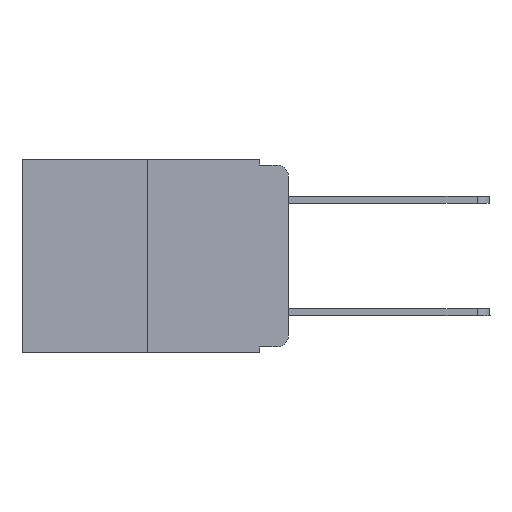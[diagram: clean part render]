
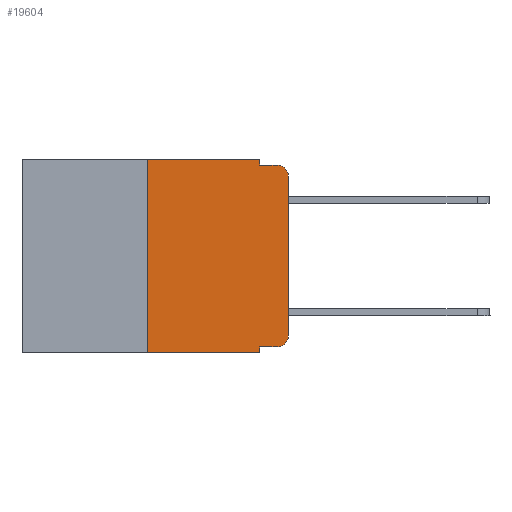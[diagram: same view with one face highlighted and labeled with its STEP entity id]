
A CAD part, left-side view. The second image highlights one B-rep face of the part: STEP entity #19604.
In plain terms, the highlighted planar face has unit normal (-1, 0, 0).
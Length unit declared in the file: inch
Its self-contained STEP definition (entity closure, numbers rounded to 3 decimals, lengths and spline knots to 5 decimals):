
#143 = VECTOR ( 'NONE', #15562, 39.37008 ) ;
#176 = DIRECTION ( 'NONE',  ( 0., -1., 0. ) ) ;
#268 = LINE ( 'NONE', #19031, #16873 ) ;
#582 = ORIENTED_EDGE ( 'NONE', *, *, #11306, .F. ) ;
#629 = ORIENTED_EDGE ( 'NONE', *, *, #13377, .T. ) ;
#2220 = AXIS2_PLACEMENT_3D ( 'NONE', #18989, #9445, #17547 ) ;
#2585 = ORIENTED_EDGE ( 'NONE', *, *, #16988, .F. ) ;
#3303 = VERTEX_POINT ( 'NONE', #16981 ) ;
#3487 = DIRECTION ( 'NONE',  ( 0., 0., 1. ) ) ;
#3565 = LINE ( 'NONE', #8036, #18554 ) ;
#4086 = CARTESIAN_POINT ( 'NONE',  ( 0., 0.051, 0. ) ) ;
#5084 = EDGE_CURVE ( 'NONE', #19319, #8256, #12600, .T. ) ;
#5092 = CARTESIAN_POINT ( 'NONE',  ( 0., 0.051, 0. ) ) ;
#5131 = CARTESIAN_POINT ( 'NONE',  ( 0., 0.051, -0.333 ) ) ;
#5240 = EDGE_CURVE ( 'NONE', #14592, #9049, #268, .T. ) ;
#5647 = CARTESIAN_POINT ( 'NONE',  ( 0., 0.051, -0.01 ) ) ;
#5859 = CARTESIAN_POINT ( 'NONE',  ( 0., 0.25, -0.343 ) ) ;
#6287 = CIRCLE ( 'NONE', #10278, 0.02 ) ;
#6521 = DIRECTION ( 'NONE',  ( 1., 0., 0. ) ) ;
#6669 = ORIENTED_EDGE ( 'NONE', *, *, #18326, .F. ) ;
#6736 = VERTEX_POINT ( 'NONE', #10723 ) ;
#6758 = EDGE_CURVE ( 'NONE', #8256, #15339, #7842, .T. ) ;
#6817 = ORIENTED_EDGE ( 'NONE', *, *, #15041, .F. ) ;
#7240 = ORIENTED_EDGE ( 'NONE', *, *, #5240, .T. ) ;
#7842 = CIRCLE ( 'NONE', #2220, 0.02 ) ;
#8006 = DIRECTION ( 'NONE',  ( 0., 0., -1. ) ) ;
#8036 = CARTESIAN_POINT ( 'NONE',  ( 0., 0.051, -0.01 ) ) ;
#8095 = CARTESIAN_POINT ( 'NONE',  ( 0., 0.051, -0.333 ) ) ;
#8256 = VERTEX_POINT ( 'NONE', #11481 ) ;
#8366 = VERTEX_POINT ( 'NONE', #4086 ) ;
#9049 = VERTEX_POINT ( 'NONE', #17061 ) ;
#9236 = LINE ( 'NONE', #18973, #143 ) ;
#9344 = DIRECTION ( 'NONE',  ( 0., 0., -1. ) ) ;
#9445 = DIRECTION ( 'NONE',  ( -1., 0., 0. ) ) ;
#9883 = DIRECTION ( 'NONE',  ( 0., -1., 0. ) ) ;
#9896 = LINE ( 'NONE', #18945, #15995 ) ;
#9971 = CARTESIAN_POINT ( 'NONE',  ( 0., 0.02, -0.01 ) ) ;
#10204 = DIRECTION ( 'NONE',  ( 0., 0., -1. ) ) ;
#10278 = AXIS2_PLACEMENT_3D ( 'NONE', #15323, #19662, #10651 ) ;
#10651 = DIRECTION ( 'NONE',  ( 0., 0., -1. ) ) ;
#10723 = CARTESIAN_POINT ( 'NONE',  ( 0., 0.25, 0. ) ) ;
#10768 = CARTESIAN_POINT ( 'NONE',  ( 0., 0., 0. ) ) ;
#10995 = ORIENTED_EDGE ( 'NONE', *, *, #6758, .T. ) ;
#11306 = EDGE_CURVE ( 'NONE', #18472, #15339, #3565, .T. ) ;
#11481 = CARTESIAN_POINT ( 'NONE',  ( 0., 0., -0.03 ) ) ;
#11780 = CARTESIAN_POINT ( 'NONE',  ( 0., 0.051, 0. ) ) ;
#11871 = EDGE_LOOP ( 'NONE', ( #19285, #10995, #582, #16158, #6669, #2585, #7240, #6817, #13937, #629 ) ) ;
#12600 = LINE ( 'NONE', #10768, #19491 ) ;
#12808 = LINE ( 'NONE', #5131, #14321 ) ;
#12917 = VECTOR ( 'NONE', #8006, 39.37008 ) ;
#13377 = EDGE_CURVE ( 'NONE', #3303, #19319, #6287, .T. ) ;
#13937 = ORIENTED_EDGE ( 'NONE', *, *, #16940, .T. ) ;
#13946 = VERTEX_POINT ( 'NONE', #8095 ) ;
#14321 = VECTOR ( 'NONE', #17794, 39.37008 ) ;
#14592 = VERTEX_POINT ( 'NONE', #5859 ) ;
#15041 = EDGE_CURVE ( 'NONE', #13946, #9049, #15082, .T. ) ;
#15082 = LINE ( 'NONE', #11780, #16982 ) ;
#15323 = CARTESIAN_POINT ( 'NONE',  ( 0., 0.02, -0.313 ) ) ;
#15339 = VERTEX_POINT ( 'NONE', #9971 ) ;
#15562 = DIRECTION ( 'NONE',  ( 0., -1., 0. ) ) ;
#15675 = FACE_OUTER_BOUND ( 'NONE', #11871, .T. ) ;
#15871 = CARTESIAN_POINT ( 'NONE',  ( 0., 0.473, 0. ) ) ;
#15898 = LINE ( 'NONE', #5092, #12917 ) ;
#15995 = VECTOR ( 'NONE', #3487, 39.37008 ) ;
#16083 = PLANE ( 'NONE',  #16946 ) ;
#16158 = ORIENTED_EDGE ( 'NONE', *, *, #19158, .F. ) ;
#16873 = VECTOR ( 'NONE', #9883, 39.37008 ) ;
#16940 = EDGE_CURVE ( 'NONE', #13946, #3303, #12808, .T. ) ;
#16946 = AXIS2_PLACEMENT_3D ( 'NONE', #15871, #6521, #9344 ) ;
#16981 = CARTESIAN_POINT ( 'NONE',  ( 0., 0.02, -0.333 ) ) ;
#16982 = VECTOR ( 'NONE', #10204, 39.37008 ) ;
#16988 = EDGE_CURVE ( 'NONE', #14592, #6736, #9896, .T. ) ;
#17061 = CARTESIAN_POINT ( 'NONE',  ( 0., 0.051, -0.343 ) ) ;
#17547 = DIRECTION ( 'NONE',  ( 0., 0., -1. ) ) ;
#17794 = DIRECTION ( 'NONE',  ( 0., -1., 0. ) ) ;
#17856 = CARTESIAN_POINT ( 'NONE',  ( 0., 0., -0.313 ) ) ;
#18326 = EDGE_CURVE ( 'NONE', #6736, #8366, #9236, .T. ) ;
#18472 = VERTEX_POINT ( 'NONE', #5647 ) ;
#18554 = VECTOR ( 'NONE', #176, 39.37008 ) ;
#18945 = CARTESIAN_POINT ( 'NONE',  ( 0., 0.25, 0. ) ) ;
#18973 = CARTESIAN_POINT ( 'NONE',  ( 0., 0.473, 0. ) ) ;
#18989 = CARTESIAN_POINT ( 'NONE',  ( 0., 0.02, -0.03 ) ) ;
#19031 = CARTESIAN_POINT ( 'NONE',  ( 0., 0.473, -0.343 ) ) ;
#19158 = EDGE_CURVE ( 'NONE', #8366, #18472, #15898, .T. ) ;
#19285 = ORIENTED_EDGE ( 'NONE', *, *, #5084, .T. ) ;
#19319 = VERTEX_POINT ( 'NONE', #17856 ) ;
#19491 = VECTOR ( 'NONE', #20066, 39.37008 ) ;
#19604 = ADVANCED_FACE ( 'NONE', ( #15675 ), #16083, .F. ) ;
#19662 = DIRECTION ( 'NONE',  ( -1., 0., 0. ) ) ;
#20066 = DIRECTION ( 'NONE',  ( 0., 0., 1. ) ) ;
